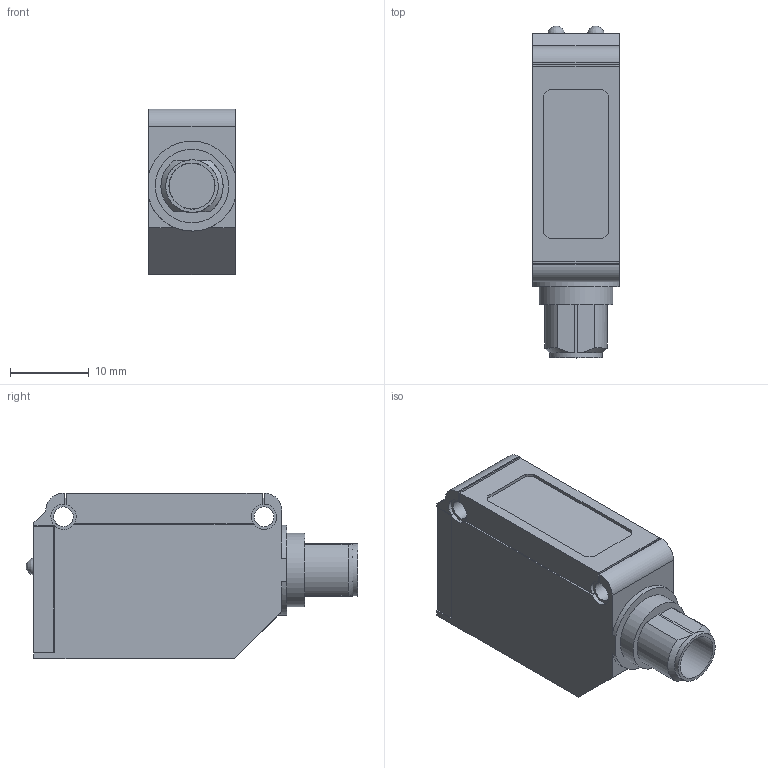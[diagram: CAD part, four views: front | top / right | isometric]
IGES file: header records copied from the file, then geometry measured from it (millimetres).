
Global section: file name: OH34-LIMN-PT-G3-T4; native system: Autodesk Inventor 2025; preprocessor: unknown; author: 25HPalle Edslev ; organization: EDSLEV A/S; date: 20250123.125347; units: millimetre
Bounding box: 11 x 42.05 x 21 mm (x, y, z)
Volume: 7051.6 mm3; surface area: 3106.8 mm2
Topology: 1 solids, 3 shells, 117 faces, 327 edges, 223 vertices
Faces by surface type: bspline 117
